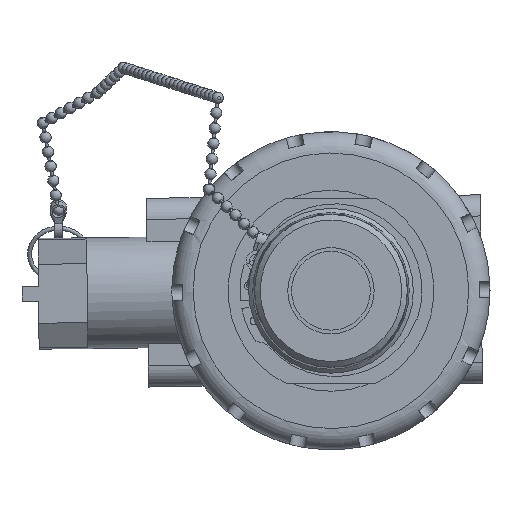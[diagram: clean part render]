
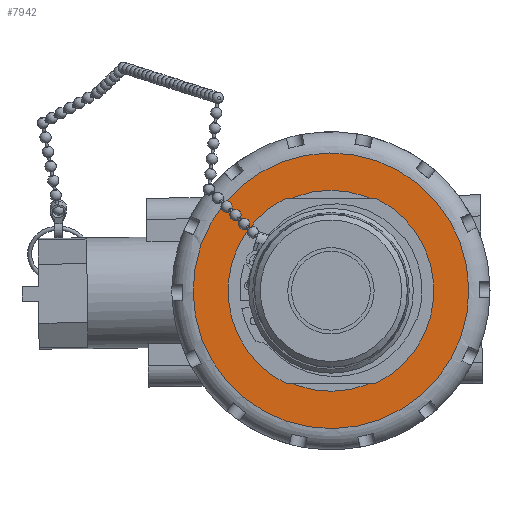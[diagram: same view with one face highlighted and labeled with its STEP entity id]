
A CAD part, left-side view. The second image highlights one B-rep face of the part: STEP entity #7942.
In plain terms, the highlighted planar face has unit normal (-1, 0, 0).
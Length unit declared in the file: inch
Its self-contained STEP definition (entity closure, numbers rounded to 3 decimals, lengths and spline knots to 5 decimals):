
#270=FACE_BOUND('',#1514,.T.);
#481=PLANE('',#8920);
#1046=FACE_OUTER_BOUND('',#1513,.T.);
#1513=EDGE_LOOP('',(#7050));
#1514=EDGE_LOOP('',(#7051));
#2869=CIRCLE('',#8629,1.22045);
#2890=CIRCLE('',#8654,1.67362);
#3378=VERTEX_POINT('',#12518);
#3470=VERTEX_POINT('',#13398);
#4319=EDGE_CURVE('',#3378,#3378,#2869,.T.);
#4429=EDGE_CURVE('',#3470,#3470,#2890,.T.);
#7050=ORIENTED_EDGE('',*,*,#4429,.T.);
#7051=ORIENTED_EDGE('',*,*,#4319,.F.);
#7942=ADVANCED_FACE('',(#1046,#270),#481,.T.);
#8629=AXIS2_PLACEMENT_3D('',#12519,#10410,#10411);
#8654=AXIS2_PLACEMENT_3D('',#13399,#10491,#10492);
#8920=AXIS2_PLACEMENT_3D('',#15086,#11268,#11269);
#10410=DIRECTION('center_axis',(-1.,0.,0.));
#10411=DIRECTION('ref_axis',(0.,-1.,0.01));
#10491=DIRECTION('center_axis',(-1.,0.,0.));
#10492=DIRECTION('ref_axis',(0.,-1.,0.01));
#11268=DIRECTION('center_axis',(-1.,0.,0.));
#11269=DIRECTION('ref_axis',(0.,-1.,0.01));
#12518=CARTESIAN_POINT('',(-2.7637,1.22039,-0.01217));
#12519=CARTESIAN_POINT('Origin',(-2.7637,0.,
0.));
#13398=CARTESIAN_POINT('',(-2.7637,1.67354,-0.01669));
#13399=CARTESIAN_POINT('Origin',(-2.7637,0.,
0.));
#15086=CARTESIAN_POINT('Origin',(-2.7637,-0.83677,0.00835));
